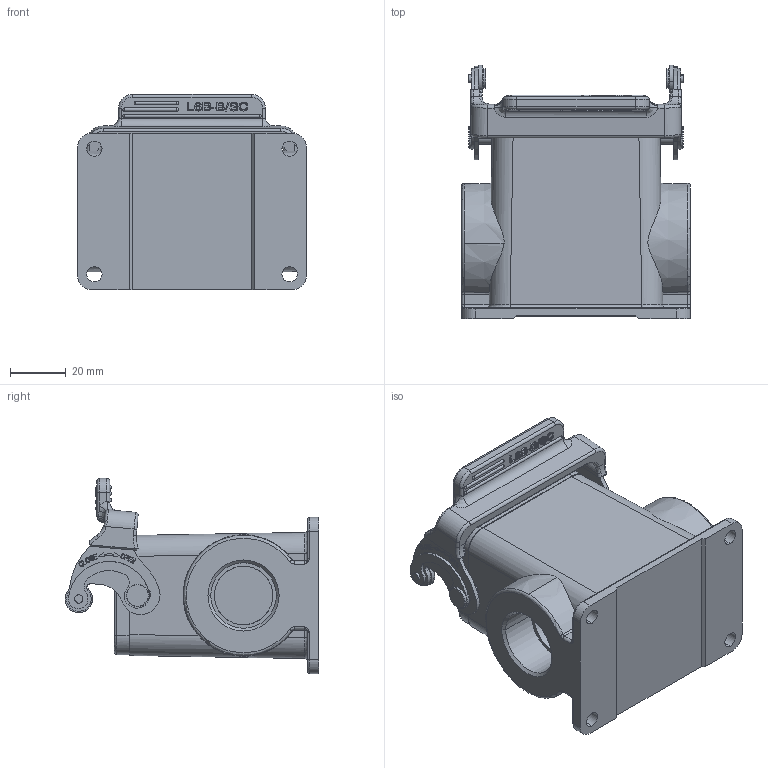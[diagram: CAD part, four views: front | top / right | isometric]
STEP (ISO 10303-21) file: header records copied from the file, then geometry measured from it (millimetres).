
FILE_DESCRIPTION((''),'2;1');
FILE_NAME('3D_H6B-SFH-1L_SC-2M25_V1_0','2017-09-27T',('dm.li'),(''),'PRO/ENGINEER BY PARAMETRIC TECHNOLOGY CORPORATION, 2012480','PRO/ENGINEER BY PARAMETRIC TECHNOLOGY CORPORATION, 2012480','');
FILE_SCHEMA(('AUTOMOTIVE_DESIGN { 1 0 10303 214 1 1 1 1 }'));
Length unit declared in the file: millimetre
Products named in the file (1): 3D_H6B-SFH-1L_SC-2M25_V1_0
Bounding box: 82 x 90.94 x 69.97 mm (x, y, z)
Volume: 126820.3 mm3; surface area: 46407.2 mm2
Topology: 1 solids, 12 shells, 1040 faces, 2799 edges, 1845 vertices
Faces by surface type: plane 425, extrusion 257, cylinder 224, bspline 52, torus 42, cone 26, sphere 14
Entity records: 41017 total; most frequent: CARTESIAN_POINT 12681, ORIENTED_EDGE 5562, DIRECTION 4329, EDGE_CURVE 2781, VERTEX_POINT 1845, VECTOR 1683, LINE 1426, AXIS2_PLACEMENT_3D 1323
